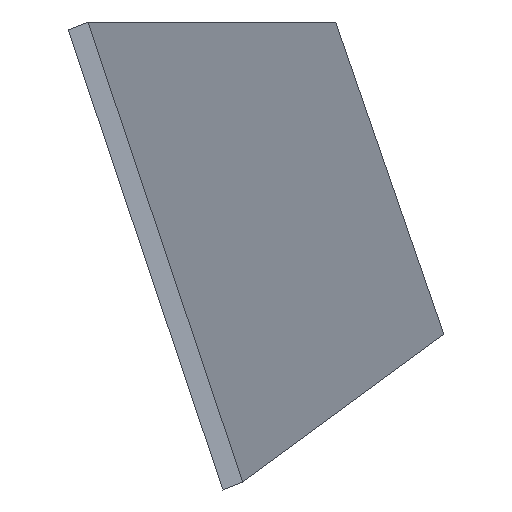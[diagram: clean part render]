
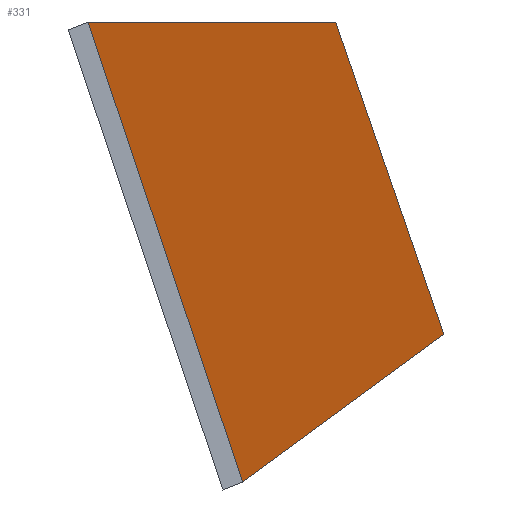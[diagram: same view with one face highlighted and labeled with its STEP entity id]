
A CAD part, front view. The second image highlights one B-rep face of the part: STEP entity #331.
In plain terms, the highlighted planar face has unit normal (0.922, -0.131, 0.364).
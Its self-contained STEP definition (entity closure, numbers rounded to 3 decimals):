
#32 = PLANE('',#33);
#33 = AXIS2_PLACEMENT_3D('',#34,#35,#36);
#34 = CARTESIAN_POINT('',(-906.752,-5.028,
    -57.039));
#35 = DIRECTION('',(-0.371,-0.034,0.928));
#36 = DIRECTION('',(-0.925,0.097,-0.366)
  );
#57 = VERTEX_POINT('',#58);
#58 = CARTESIAN_POINT('',(-889.753,149.454,
    -44.55));
#72 = PLANE('',#73);
#73 = AXIS2_PLACEMENT_3D('',#74,#75,#76);
#74 = CARTESIAN_POINT('',(-899.867,159.374,-15.349
    ));
#75 = DIRECTION('',(-0.229,-0.943,0.241));
#76 = DIRECTION('',(-0.025,-0.242,-0.97)
  );
#84 = EDGE_CURVE('',#57,#85,#87,.T.);
#85 = VERTEX_POINT('',#86);
#86 = CARTESIAN_POINT('',(-919.176,-117.935,
    -66.167));
#87 = SURFACE_CURVE('',#88,(#92,#99),.PCURVE_S1.);
#88 = LINE('',#89,#90);
#89 = CARTESIAN_POINT('',(-906.752,-5.028,
    -57.039));
#90 = VECTOR('',#91,1.);
#91 = DIRECTION('',(-0.109,-0.991,-0.08)
  );
#92 = PCURVE('',#32,#93);
#93 = DEFINITIONAL_REPRESENTATION('',(#94),#98);
#94 = LINE('',#95,#96);
#95 = CARTESIAN_POINT('',(0.,-0.));
#96 = VECTOR('',#97,1.);
#97 = DIRECTION('',(0.035,0.999));
#98 = ( GEOMETRIC_REPRESENTATION_CONTEXT(2) 
PARAMETRIC_REPRESENTATION_CONTEXT() REPRESENTATION_CONTEXT('2D SPACE',''
  ) );
#99 = PCURVE('',#100,#105);
#100 = PLANE('',#101);
#101 = AXIS2_PLACEMENT_3D('',#102,#103,#104);
#102 = CARTESIAN_POINT('',(-912.927,23.45,
    -31.146));
#103 = DIRECTION('',(0.922,-0.131,0.364));
#104 = DIRECTION('',(-0.136,-0.991,-0.013)
  );
#105 = DEFINITIONAL_REPRESENTATION('',(#106),#110);
#106 = LINE('',#107,#108);
#107 = CARTESIAN_POINT('',(27.7,27.428));
#108 = VECTOR('',#109,1.);
#109 = DIRECTION('',(0.997,0.073));
#110 = ( GEOMETRIC_REPRESENTATION_CONTEXT(2) 
PARAMETRIC_REPRESENTATION_CONTEXT() REPRESENTATION_CONTEXT('2D SPACE',''
  ) );
#126 = PLANE('',#127);
#127 = AXIS2_PLACEMENT_3D('',#128,#129,#130);
#128 = CARTESIAN_POINT('',(-932.384,-101.846,
    -26.907));
#129 = DIRECTION('',(0.247,0.923,-0.295));
#130 = DIRECTION('',(0.031,0.297,0.954));
#165 = EDGE_CURVE('',#85,#166,#168,.T.);
#166 = VERTEX_POINT('',#167);
#167 = CARTESIAN_POINT('',(-941.824,-90.346,
    1.155));
#168 = SURFACE_CURVE('',#169,(#173,#180),.PCURVE_S1.);
#169 = LINE('',#170,#171);
#170 = CARTESIAN_POINT('',(-932.384,-101.846,
    -26.907));
#171 = VECTOR('',#172,1.);
#172 = DIRECTION('',(-0.297,0.362,0.883));
#173 = PCURVE('',#126,#174);
#174 = DEFINITIONAL_REPRESENTATION('',(#175),#179);
#175 = LINE('',#176,#177);
#176 = CARTESIAN_POINT('',(0.,0.));
#177 = VECTOR('',#178,1.);
#178 = DIRECTION('',(0.941,-0.337));
#179 = ( GEOMETRIC_REPRESENTATION_CONTEXT(2) 
PARAMETRIC_REPRESENTATION_CONTEXT() REPRESENTATION_CONTEXT('2D SPACE',''
  ) );
#180 = PCURVE('',#100,#181);
#181 = DEFINITIONAL_REPRESENTATION('',(#182),#186);
#182 = LINE('',#183,#184);
#183 = CARTESIAN_POINT('',(126.714,-6.26));
#184 = VECTOR('',#185,1.);
#185 = DIRECTION('',(-0.329,-0.944));
#186 = ( GEOMETRIC_REPRESENTATION_CONTEXT(2) 
PARAMETRIC_REPRESENTATION_CONTEXT() REPRESENTATION_CONTEXT('2D SPACE',''
  ) );
#202 = PLANE('',#203);
#203 = AXIS2_PLACEMENT_3D('',#204,#205,#206);
#204 = CARTESIAN_POINT('',(-922.238,47.643,1.155
    ));
#205 = DIRECTION('',(0.36,-0.051,-0.931)
  );
#206 = DIRECTION('',(0.927,-0.097,0.364));
#241 = EDGE_CURVE('',#166,#242,#244,.T.);
#242 = VERTEX_POINT('',#243);
#243 = CARTESIAN_POINT('',(-905.584,164.981,
    1.155));
#244 = SURFACE_CURVE('',#245,(#249,#256),.PCURVE_S1.);
#245 = LINE('',#246,#247);
#246 = CARTESIAN_POINT('',(-922.238,47.643,1.155
    ));
#247 = VECTOR('',#248,1.);
#248 = DIRECTION('',(0.141,0.99,0.)
  );
#249 = PCURVE('',#202,#250);
#250 = DEFINITIONAL_REPRESENTATION('',(#251),#255);
#251 = LINE('',#252,#253);
#252 = CARTESIAN_POINT('',(0.,0.));
#253 = VECTOR('',#254,1.);
#254 = DIRECTION('',(0.034,-0.999));
#255 = ( GEOMETRIC_REPRESENTATION_CONTEXT(2) 
PARAMETRIC_REPRESENTATION_CONTEXT() REPRESENTATION_CONTEXT('2D SPACE',''
  ) );
#256 = PCURVE('',#100,#257);
#257 = DEFINITIONAL_REPRESENTATION('',(#258),#262);
#258 = LINE('',#259,#260);
#259 = CARTESIAN_POINT('',(-23.11,-34.37));
#260 = VECTOR('',#261,1.);
#261 = DIRECTION('',(-1.,0.013));
#262 = ( GEOMETRIC_REPRESENTATION_CONTEXT(2) 
PARAMETRIC_REPRESENTATION_CONTEXT() REPRESENTATION_CONTEXT('2D SPACE',''
  ) );
#310 = EDGE_CURVE('',#242,#57,#311,.T.);
#311 = SURFACE_CURVE('',#312,(#316,#323),.PCURVE_S1.);
#312 = LINE('',#313,#314);
#313 = CARTESIAN_POINT('',(-899.867,159.374,
    -15.349));
#314 = VECTOR('',#315,1.);
#315 = DIRECTION('',(0.312,-0.306,-0.9));
#316 = PCURVE('',#72,#317);
#317 = DEFINITIONAL_REPRESENTATION('',(#318),#322);
#318 = LINE('',#319,#320);
#319 = CARTESIAN_POINT('',(-0.,0.));
#320 = VECTOR('',#321,1.);
#321 = DIRECTION('',(0.939,0.345));
#322 = ( GEOMETRIC_REPRESENTATION_CONTEXT(2) 
PARAMETRIC_REPRESENTATION_CONTEXT() REPRESENTATION_CONTEXT('2D SPACE',''
  ) );
#323 = PCURVE('',#100,#324);
#324 = DEFINITIONAL_REPRESENTATION('',(#325),#329);
#325 = LINE('',#326,#327);
#326 = CARTESIAN_POINT('',(-136.626,-15.118));
#327 = VECTOR('',#328,1.);
#328 = DIRECTION('',(0.272,0.962));
#329 = ( GEOMETRIC_REPRESENTATION_CONTEXT(2) 
PARAMETRIC_REPRESENTATION_CONTEXT() REPRESENTATION_CONTEXT('2D SPACE',''
  ) );
#331 = ADVANCED_FACE('',(#332),#100,.T.);
#332 = FACE_BOUND('',#333,.T.);
#333 = EDGE_LOOP('',(#334,#335,#336,#337));
#334 = ORIENTED_EDGE('',*,*,#84,.F.);
#335 = ORIENTED_EDGE('',*,*,#310,.F.);
#336 = ORIENTED_EDGE('',*,*,#241,.F.);
#337 = ORIENTED_EDGE('',*,*,#165,.F.);
